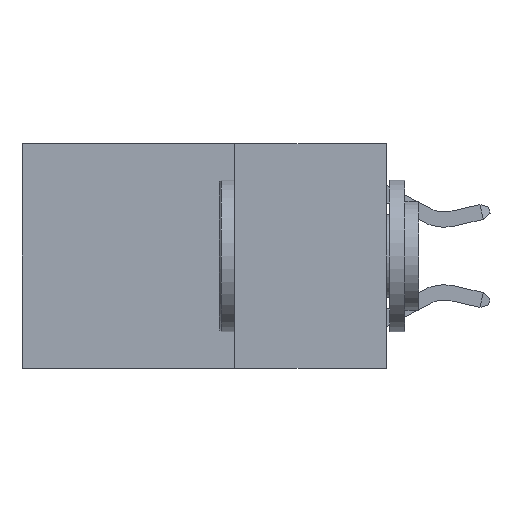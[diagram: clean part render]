
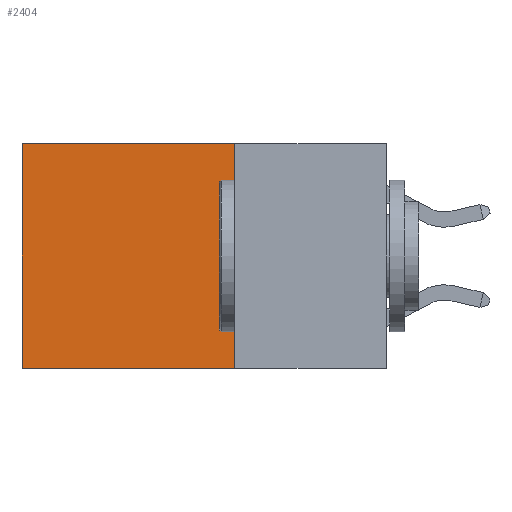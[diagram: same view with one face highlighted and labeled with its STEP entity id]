
A CAD part, left-side view. The second image highlights one B-rep face of the part: STEP entity #2404.
In plain terms, the highlighted planar face has unit normal (-1, 0, 0).
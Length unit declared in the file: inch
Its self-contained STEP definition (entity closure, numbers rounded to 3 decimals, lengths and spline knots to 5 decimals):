
#760 = VECTOR ( 'NONE', #4804, 39.37008 ) ;
#1333 = CARTESIAN_POINT ( 'NONE',  ( 0.2625, 0.25, -0.37 ) ) ;
#1432 = ORIENTED_EDGE ( 'NONE', *, *, #1812, .T. ) ;
#1501 = CARTESIAN_POINT ( 'NONE',  ( 0.2625, 0.25, 0. ) ) ;
#1792 = VECTOR ( 'NONE', #7529, 39.37008 ) ;
#1812 = EDGE_CURVE ( 'NONE', #10468, #9531, #4140, .T. ) ;
#2337 = VERTEX_POINT ( 'NONE', #7064 ) ;
#2404 = ADVANCED_FACE ( 'NONE', ( #6505 ), #5740, .F. ) ;
#2434 = DIRECTION ( 'NONE',  ( 0., 0., -1. ) ) ;
#2540 = EDGE_CURVE ( 'NONE', #8918, #10468, #10198, .T. ) ;
#3203 = DIRECTION ( 'NONE',  ( 0., 1., 0. ) ) ;
#4006 = ORIENTED_EDGE ( 'NONE', *, *, #2540, .T. ) ;
#4082 = EDGE_CURVE ( 'NONE', #2337, #9531, #10612, .T. ) ;
#4140 = LINE ( 'NONE', #9267, #1792 ) ;
#4280 = CARTESIAN_POINT ( 'NONE',  ( 0.2625, 0.6, 0. ) ) ;
#4804 = DIRECTION ( 'NONE',  ( 0., 1., 0. ) ) ;
#5685 = DIRECTION ( 'NONE',  ( 1., 0., 0. ) ) ;
#5740 = PLANE ( 'NONE',  #5840 ) ;
#5840 = AXIS2_PLACEMENT_3D ( 'NONE', #9925, #5685, #8224 ) ;
#6505 = FACE_OUTER_BOUND ( 'NONE', #7031, .T. ) ;
#6838 = CARTESIAN_POINT ( 'NONE',  ( 0.2625, 0.25, 0. ) ) ;
#6843 = EDGE_CURVE ( 'NONE', #8918, #2337, #10850, .T. ) ;
#6917 = VECTOR ( 'NONE', #3203, 39.37008 ) ;
#7031 = EDGE_LOOP ( 'NONE', ( #1432, #10021, #7875, #4006 ) ) ;
#7064 = CARTESIAN_POINT ( 'NONE',  ( 0.2625, 0.25, -0.37 ) ) ;
#7272 = VECTOR ( 'NONE', #2434, 39.37008 ) ;
#7529 = DIRECTION ( 'NONE',  ( 0., 0., -1. ) ) ;
#7548 = CARTESIAN_POINT ( 'NONE',  ( 0.2625, 0.25, 0. ) ) ;
#7875 = ORIENTED_EDGE ( 'NONE', *, *, #6843, .F. ) ;
#8224 = DIRECTION ( 'NONE',  ( 0., 0., -1. ) ) ;
#8918 = VERTEX_POINT ( 'NONE', #7548 ) ;
#9267 = CARTESIAN_POINT ( 'NONE',  ( 0.2625, 0.6, 0. ) ) ;
#9531 = VERTEX_POINT ( 'NONE', #9548 ) ;
#9548 = CARTESIAN_POINT ( 'NONE',  ( 0.2625, 0.6, -0.37 ) ) ;
#9925 = CARTESIAN_POINT ( 'NONE',  ( 0.2625, 0.25, 0. ) ) ;
#10021 = ORIENTED_EDGE ( 'NONE', *, *, #4082, .F. ) ;
#10198 = LINE ( 'NONE', #6838, #6917 ) ;
#10468 = VERTEX_POINT ( 'NONE', #4280 ) ;
#10612 = LINE ( 'NONE', #1333, #760 ) ;
#10850 = LINE ( 'NONE', #1501, #7272 ) ;
